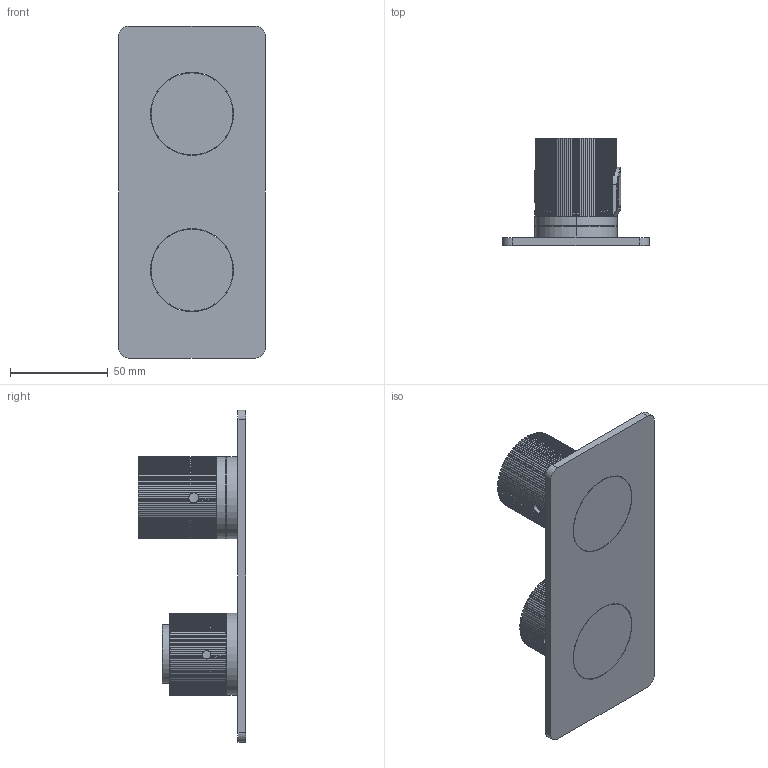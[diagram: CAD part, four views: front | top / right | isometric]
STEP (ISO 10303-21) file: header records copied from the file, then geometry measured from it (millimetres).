
FILE_DESCRIPTION((''),'2;1');
FILE_NAME('642202_ASM','2023-07-16T12:44:25',('dell'),(''),'CREO PARAMETRIC BY PTC INC, 2019224','CREO PARAMETRIC BY PTC INC, 2019224','');
FILE_SCHEMA(('CONFIG_CONTROL_DESIGN'));
Products named in the file (8): 64671; 64671-01; 64671-02; 64671-03; 64671-T_ASM; 642202; 642202-01; 642202_ASM
Assembly tree (7 placements, depth 3):
  642202_ASM
    64671
    64671-T_ASM
      64671-01
      64671-02
      64671-03
    642202
    642202-01
Bounding box: 75 x 55 x 170 mm (x, y, z)
Volume: 198914 mm3; surface area: 63117.4 mm2
Topology: 7 solids, 9 shells, 1303 faces, 3881 edges, 2598 vertices
Faces by surface type: cylinder 533, plane 445, torus 267, bspline 33, cone 19, sphere 4, extrusion 2
Entity records: 66805 total; most frequent: CARTESIAN_POINT 33104, ORIENTED_EDGE 7735, DIRECTION 6228, EDGE_CURVE 3877, VERTEX_POINT 2598, AXIS2_PLACEMENT_3D 2243, VECTOR 1742, LINE 1740
